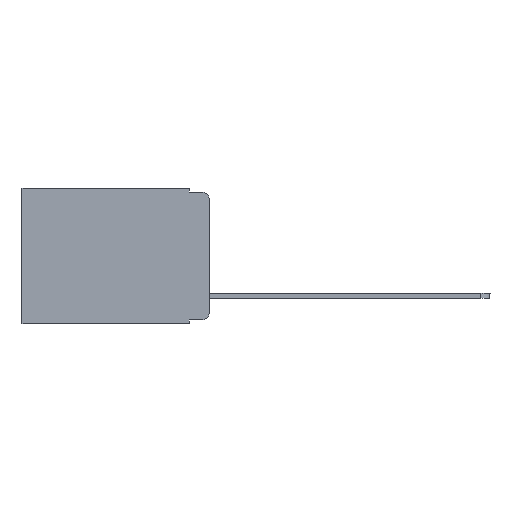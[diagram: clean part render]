
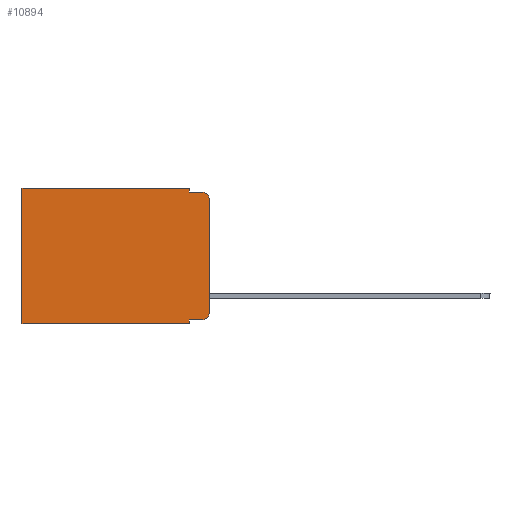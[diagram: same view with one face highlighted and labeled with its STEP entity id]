
A CAD part, left-side view. The second image highlights one B-rep face of the part: STEP entity #10894.
In plain terms, the highlighted planar face has unit normal (-1, 0, 0).
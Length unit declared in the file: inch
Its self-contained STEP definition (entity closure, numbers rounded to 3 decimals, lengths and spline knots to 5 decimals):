
#240 = CARTESIAN_POINT ( 'NONE',  ( 0.298, 0.051, -0.01 ) ) ;
#378 = VECTOR ( 'NONE', #9502, 39.37008 ) ;
#450 = AXIS2_PLACEMENT_3D ( 'NONE', #7987, #6316, #6560 ) ;
#605 = DIRECTION ( 'NONE',  ( 0., 0., -1. ) ) ;
#625 = CARTESIAN_POINT ( 'NONE',  ( 0.298, 0.473, 0. ) ) ;
#682 = VERTEX_POINT ( 'NONE', #15238 ) ;
#733 = CIRCLE ( 'NONE', #450, 0.02 ) ;
#767 = DIRECTION ( 'NONE',  ( 0., 0., -1. ) ) ;
#863 = CARTESIAN_POINT ( 'NONE',  ( 0.298, 0., 0. ) ) ;
#989 = VERTEX_POINT ( 'NONE', #5098 ) ;
#1689 = DIRECTION ( 'NONE',  ( 0., 1., 0. ) ) ;
#2178 = EDGE_CURVE ( 'NONE', #682, #8930, #8347, .T. ) ;
#2927 = AXIS2_PLACEMENT_3D ( 'NONE', #863, #7256, #605 ) ;
#2929 = CARTESIAN_POINT ( 'NONE',  ( 0.298, 0.051, -0.333 ) ) ;
#3487 = CARTESIAN_POINT ( 'NONE',  ( 0.298, 0.473, 0. ) ) ;
#3633 = DIRECTION ( 'NONE',  ( 0., 0., -1. ) ) ;
#3891 = CARTESIAN_POINT ( 'NONE',  ( 0.298, 0.051, 0. ) ) ;
#3981 = EDGE_CURVE ( 'NONE', #4857, #4692, #8666, .T. ) ;
#4568 = CARTESIAN_POINT ( 'NONE',  ( 0.298, 0.02, -0.03 ) ) ;
#4692 = VERTEX_POINT ( 'NONE', #10892 ) ;
#4775 = DIRECTION ( 'NONE',  ( 0., 0., -1. ) ) ;
#4857 = VERTEX_POINT ( 'NONE', #5402 ) ;
#4997 = VECTOR ( 'NONE', #1689, 39.37008 ) ;
#5098 = CARTESIAN_POINT ( 'NONE',  ( 0.298, 0.02, -0.333 ) ) ;
#5237 = VECTOR ( 'NONE', #16205, 39.37008 ) ;
#5402 = CARTESIAN_POINT ( 'NONE',  ( 0.298, 0., -0.03 ) ) ;
#5770 = EDGE_CURVE ( 'NONE', #15805, #15196, #6259, .T. ) ;
#6100 = ORIENTED_EDGE ( 'NONE', *, *, #14577, .T. ) ;
#6259 = LINE ( 'NONE', #9068, #15550 ) ;
#6316 = DIRECTION ( 'NONE',  ( -1., 0., 0. ) ) ;
#6512 = EDGE_CURVE ( 'NONE', #8257, #682, #9883, .T. ) ;
#6560 = DIRECTION ( 'NONE',  ( 0., 0., -1. ) ) ;
#6730 = ORIENTED_EDGE ( 'NONE', *, *, #8067, .F. ) ;
#7256 = DIRECTION ( 'NONE',  ( 1., 0., 0. ) ) ;
#7274 = DIRECTION ( 'NONE',  ( 0., 0., -1. ) ) ;
#7713 = ORIENTED_EDGE ( 'NONE', *, *, #6512, .F. ) ;
#7987 = CARTESIAN_POINT ( 'NONE',  ( 0.298, 0.02, -0.313 ) ) ;
#8067 = EDGE_CURVE ( 'NONE', #15805, #13686, #13388, .T. ) ;
#8257 = VERTEX_POINT ( 'NONE', #12858 ) ;
#8340 = ORIENTED_EDGE ( 'NONE', *, *, #16730, .T. ) ;
#8347 = LINE ( 'NONE', #13695, #4997 ) ;
#8481 = VECTOR ( 'NONE', #7274, 39.37008 ) ;
#8666 = LINE ( 'NONE', #16923, #8720 ) ;
#8720 = VECTOR ( 'NONE', #4775, 39.37008 ) ;
#8905 = DIRECTION ( 'NONE',  ( 0., 1., 0. ) ) ;
#8930 = VERTEX_POINT ( 'NONE', #16756 ) ;
#9068 = CARTESIAN_POINT ( 'NONE',  ( 0.298, 0., 0. ) ) ;
#9314 = VERTEX_POINT ( 'NONE', #11289 ) ;
#9430 = CARTESIAN_POINT ( 'NONE',  ( 0.298, 0.051, 0. ) ) ;
#9502 = DIRECTION ( 'NONE',  ( 0., -1., 0. ) ) ;
#9591 = ORIENTED_EDGE ( 'NONE', *, *, #12563, .T. ) ;
#9883 = LINE ( 'NONE', #3891, #15018 ) ;
#9950 = DIRECTION ( 'NONE',  ( -1., 0., 0. ) ) ;
#10393 = EDGE_CURVE ( 'NONE', #15196, #8930, #16668, .T. ) ;
#10544 = CARTESIAN_POINT ( 'NONE',  ( 0.298, 0.051, -0.01 ) ) ;
#10892 = CARTESIAN_POINT ( 'NONE',  ( 0.298, 0., -0.313 ) ) ;
#10894 = ADVANCED_FACE ( 'NONE', ( #12871 ), #12609, .F. ) ;
#11289 = CARTESIAN_POINT ( 'NONE',  ( 0.298, 0.02, -0.01 ) ) ;
#11410 = ORIENTED_EDGE ( 'NONE', *, *, #3981, .F. ) ;
#11481 = CIRCLE ( 'NONE', #16237, 0.02 ) ;
#11863 = DIRECTION ( 'NONE',  ( 0., -1., 0. ) ) ;
#12563 = EDGE_CURVE ( 'NONE', #4857, #9314, #11481, .T. ) ;
#12597 = ORIENTED_EDGE ( 'NONE', *, *, #10393, .T. ) ;
#12609 = PLANE ( 'NONE',  #2927 ) ;
#12858 = CARTESIAN_POINT ( 'NONE',  ( 0.298, 0.051, -0.333 ) ) ;
#12871 = FACE_OUTER_BOUND ( 'NONE', #16428, .T. ) ;
#13275 = CARTESIAN_POINT ( 'NONE',  ( 0.298, 0.051, 0. ) ) ;
#13388 = LINE ( 'NONE', #9430, #5237 ) ;
#13597 = VECTOR ( 'NONE', #11863, 39.37008 ) ;
#13686 = VERTEX_POINT ( 'NONE', #240 ) ;
#13695 = CARTESIAN_POINT ( 'NONE',  ( 0.298, 0., -0.343 ) ) ;
#13903 = LINE ( 'NONE', #2929, #378 ) ;
#13977 = ORIENTED_EDGE ( 'NONE', *, *, #16204, .F. ) ;
#14064 = ORIENTED_EDGE ( 'NONE', *, *, #5770, .T. ) ;
#14577 = EDGE_CURVE ( 'NONE', #8257, #989, #13903, .T. ) ;
#14846 = ORIENTED_EDGE ( 'NONE', *, *, #2178, .F. ) ;
#15018 = VECTOR ( 'NONE', #3633, 39.37008 ) ;
#15196 = VERTEX_POINT ( 'NONE', #3487 ) ;
#15238 = CARTESIAN_POINT ( 'NONE',  ( 0.298, 0.051, -0.343 ) ) ;
#15550 = VECTOR ( 'NONE', #8905, 39.37008 ) ;
#15805 = VERTEX_POINT ( 'NONE', #13275 ) ;
#16204 = EDGE_CURVE ( 'NONE', #13686, #9314, #17140, .T. ) ;
#16205 = DIRECTION ( 'NONE',  ( 0., 0., -1. ) ) ;
#16237 = AXIS2_PLACEMENT_3D ( 'NONE', #4568, #9950, #767 ) ;
#16428 = EDGE_LOOP ( 'NONE', ( #11410, #9591, #13977, #6730, #14064, #12597, #14846, #7713, #6100, #8340 ) ) ;
#16668 = LINE ( 'NONE', #625, #8481 ) ;
#16730 = EDGE_CURVE ( 'NONE', #989, #4692, #733, .T. ) ;
#16756 = CARTESIAN_POINT ( 'NONE',  ( 0.298, 0.473, -0.343 ) ) ;
#16923 = CARTESIAN_POINT ( 'NONE',  ( 0.298, 0., 0. ) ) ;
#17140 = LINE ( 'NONE', #10544, #13597 ) ;
